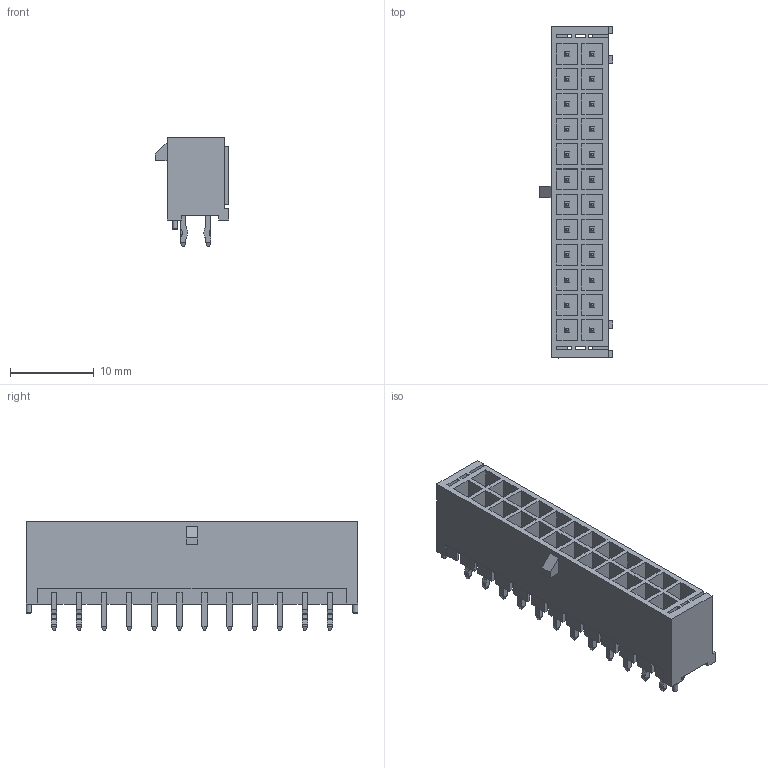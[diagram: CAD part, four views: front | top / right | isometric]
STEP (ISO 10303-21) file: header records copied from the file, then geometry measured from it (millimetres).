
FILE_DESCRIPTION(/* description */ ('Unknown'),/* implementation_level */ '2;1');
FILE_NAME(/* name */ '66202421122',/* time_stamp */ '2017-07-04T09:42:35+02:00',/* author */ ('Unknown'),/* organization */ ('Unknown'),/* preprocessor_version */ 'ST-DEVELOPER v16.7',/* originating_system */ 'DEX',/* authorisation */ $);
FILE_SCHEMA (('AUTOMOTIVE_DESIGN {1 0 10303 214 3 1 1}'));
Length unit declared in the file: millimetre
Products named in the file (4): 6620xx21122; 66202421122; 6620xx21122_PIN; 6620xx21122_PIN2
Assembly tree (25 placements, depth 2):
  6620xx21122
    66202421122
    6620xx21122_PIN  x8
    6620xx21122_PIN2  x16
Bounding box: 8.76 x 39.7 x 13.1 mm (x, y, z)
Volume: 1602.8 mm3; surface area: 4143.8 mm2
Topology: 25 solids, 25 shells, 845 faces, 2204 edges, 1404 vertices
Faces by surface type: plane 793, cylinder 50, cone 2
Full cylindrical faces by diameter (mm): 0.65 x2
Entity records: 15128 total; most frequent: CARTESIAN_POINT 2691, ORIENTED_EDGE 2660, DIRECTION 2306, EDGE_CURVE 1330, LINE 1312, VECTOR 1312, VERTEX_POINT 882, EDGE_LOOP 512
